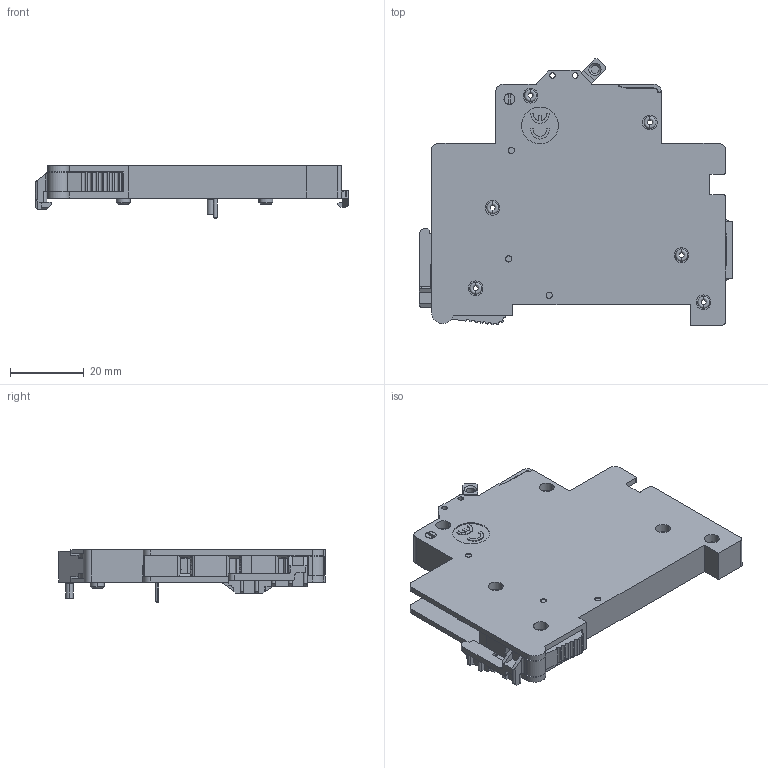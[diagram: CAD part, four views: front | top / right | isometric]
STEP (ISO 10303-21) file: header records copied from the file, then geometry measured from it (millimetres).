
FILE_DESCRIPTION(('Creo Elements/Direct Modeling STEP Export'),'2;1');
FILE_NAME('BM900022--Meldehilfskontakt_2WE_umschaltbar_schnappbar.stp','2019-09-26T10:16:30',(''),(''),'Creo Elements/Direct Modeling STEP processor for AP214 (Solid Model)','Creo Elements/Direct Modeling 20.0C 26-Jan-2018 (C) Parametric Technology GmbH','');
FILE_SCHEMA(('AUTOMOTIVE_DESIGN { 1 0 10303 214 1 1 1 1 }'));
Length unit declared in the file: millimetre
Products named in the file (2): ls9427-ZP-NHK-Rechteck-Dummy
Assembly tree (1 placements, depth 2):
  ls9427-ZP-NHK-Rechteck-Dummy
    ls9427-ZP-NHK-Rechteck-Dummy
Bounding box: 85.2 x 72.42 x 14.3 mm (x, y, z)
Volume: 34177.5 mm3; surface area: 16894 mm2
Topology: 1 solids, 1 shells, 1248 faces, 3529 edges, 2321 vertices
Faces by surface type: plane 874, cylinder 279, torus 49, cone 46
Entity records: 41276 total; most frequent: CARTESIAN_POINT 9270, ORIENTED_EDGE 7058, DIRECTION 6201, EDGE_CURVE 3529, VECTOR 2563, LINE 2563, VERTEX_POINT 2321, AXIS2_PLACEMENT_3D 1819
